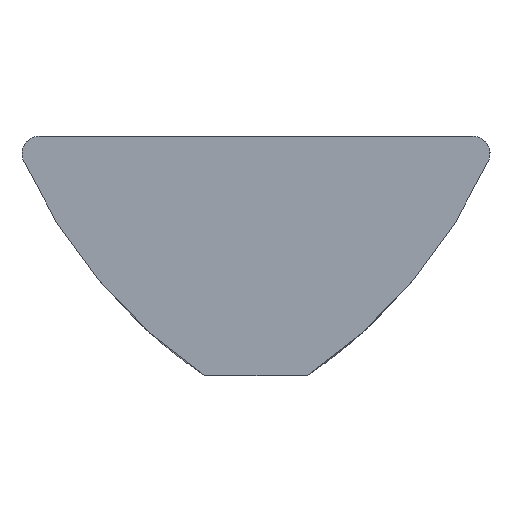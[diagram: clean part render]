
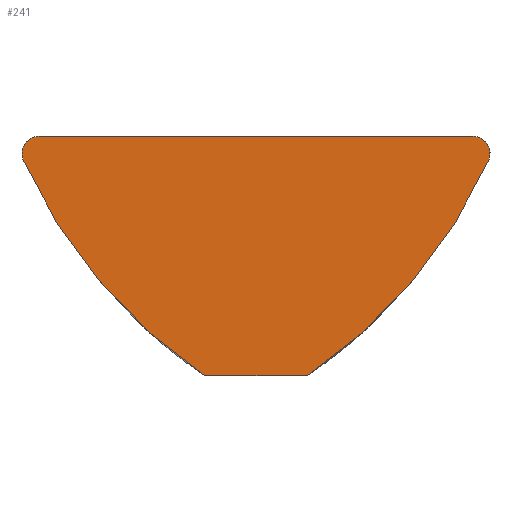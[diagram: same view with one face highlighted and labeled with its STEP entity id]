
A CAD part, left-side view. The second image highlights one B-rep face of the part: STEP entity #241.
In plain terms, the highlighted planar face has unit normal (-1, 0, 0).
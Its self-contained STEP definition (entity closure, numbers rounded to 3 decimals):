
#18=PLANE('',#281);
#25=FACE_OUTER_BOUND('',#37,.T.);
#37=EDGE_LOOP('',(#175,#176,#177,#178,#179,#180));
#56=LINE('',#431,#72);
#57=LINE('',#437,#73);
#72=VECTOR('',#326,1000.);
#73=VECTOR('',#331,1000.);
#93=CIRCLE('',#282,0.5);
#94=CIRCLE('',#283,15.);
#95=CIRCLE('',#284,15.);
#96=CIRCLE('',#285,0.5);
#113=VERTEX_POINT('',#429);
#114=VERTEX_POINT('',#430);
#115=VERTEX_POINT('',#432);
#116=VERTEX_POINT('',#434);
#117=VERTEX_POINT('',#436);
#118=VERTEX_POINT('',#438);
#138=EDGE_CURVE('',#113,#114,#56,.T.);
#139=EDGE_CURVE('',#115,#113,#93,.T.);
#140=EDGE_CURVE('',#116,#115,#94,.T.);
#141=EDGE_CURVE('',#117,#116,#57,.T.);
#142=EDGE_CURVE('',#118,#117,#95,.T.);
#143=EDGE_CURVE('',#114,#118,#96,.T.);
#175=ORIENTED_EDGE('',*,*,#138,.F.);
#176=ORIENTED_EDGE('',*,*,#139,.F.);
#177=ORIENTED_EDGE('',*,*,#140,.F.);
#178=ORIENTED_EDGE('',*,*,#141,.F.);
#179=ORIENTED_EDGE('',*,*,#142,.F.);
#180=ORIENTED_EDGE('',*,*,#143,.F.);
#241=ADVANCED_FACE('',(#25),#18,.F.);
#281=AXIS2_PLACEMENT_3D('',#428,#324,#325);
#282=AXIS2_PLACEMENT_3D('',#433,#327,#328);
#283=AXIS2_PLACEMENT_3D('',#435,#329,#330);
#284=AXIS2_PLACEMENT_3D('',#439,#332,#333);
#285=AXIS2_PLACEMENT_3D('',#440,#334,#335);
#324=DIRECTION('center_axis',(1.,0.,0.));
#325=DIRECTION('ref_axis',(0.,0.,-1.));
#326=DIRECTION('',(0.,-1.,0.));
#327=DIRECTION('center_axis',(1.,0.,0.));
#328=DIRECTION('ref_axis',(0.,0.,-1.));
#329=DIRECTION('center_axis',(1.,0.,0.));
#330=DIRECTION('ref_axis',(0.,0.,-1.));
#331=DIRECTION('',(0.,1.,0.));
#332=DIRECTION('center_axis',(1.,0.,0.));
#333=DIRECTION('ref_axis',(0.,0.,-1.));
#334=DIRECTION('center_axis',(1.,0.,0.));
#335=DIRECTION('ref_axis',(0.,0.,-1.));
#428=CARTESIAN_POINT('Origin',(-38.,-6.35,-0.5));
#429=CARTESIAN_POINT('',(-38.,6.35,0.));
#430=CARTESIAN_POINT('',(-38.,-6.35,0.));
#431=CARTESIAN_POINT('',(-38.,6.35,0.));
#432=CARTESIAN_POINT('',(-38.,6.806,-0.705));
#433=CARTESIAN_POINT('Origin',(-38.,6.35,-0.5));
#434=CARTESIAN_POINT('',(-38.,1.5,-7.));
#435=CARTESIAN_POINT('Origin',(-38.,-6.876,5.444));
#436=CARTESIAN_POINT('',(-38.,-1.5,-7.));
#437=CARTESIAN_POINT('',(-38.,-1.5,-7.));
#438=CARTESIAN_POINT('',(-38.,-6.806,-0.705));
#439=CARTESIAN_POINT('Origin',(-38.,6.876,5.444));
#440=CARTESIAN_POINT('Origin',(-38.,-6.35,-0.5));
